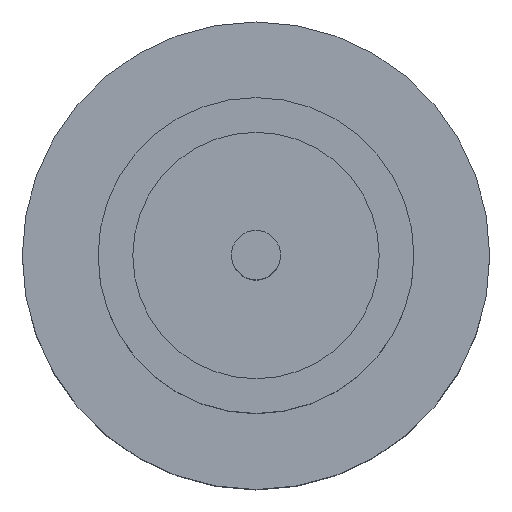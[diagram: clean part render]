
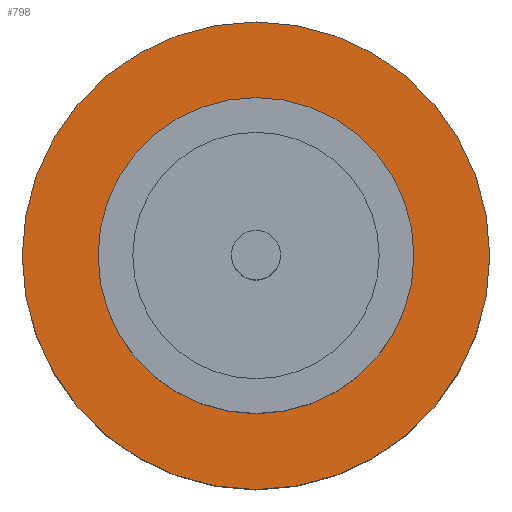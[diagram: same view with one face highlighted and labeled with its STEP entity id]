
A CAD part, top view. The second image highlights one B-rep face of the part: STEP entity #798.
In plain terms, the highlighted planar face has unit normal (0, 0, 1).
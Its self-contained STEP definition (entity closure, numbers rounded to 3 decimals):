
#41 = ORIENTED_EDGE ( 'NONE', *, *, #139, .F. ) ;
#54 = AXIS2_PLACEMENT_3D ( 'NONE', #471, #655, #208 ) ;
#94 = DIRECTION ( 'NONE',  ( 1., 0., 0. ) ) ;
#121 = AXIS2_PLACEMENT_3D ( 'NONE', #224, #349, #94 ) ;
#126 = ORIENTED_EDGE ( 'NONE', *, *, #661, .F. ) ;
#132 = VERTEX_POINT ( 'NONE', #801 ) ;
#139 = EDGE_CURVE ( 'NONE', #637, #321, #728, .T. ) ;
#155 = DIRECTION ( 'NONE',  ( 0., 0., 1. ) ) ;
#208 = DIRECTION ( 'NONE',  ( 1., 0., 0. ) ) ;
#224 = CARTESIAN_POINT ( 'NONE',  ( 0., 0., 1.55 ) ) ;
#228 = CARTESIAN_POINT ( 'NONE',  ( 0., 0., 1.55 ) ) ;
#281 = AXIS2_PLACEMENT_3D ( 'NONE', #718, #392, #314 ) ;
#287 = DIRECTION ( 'NONE',  ( 0., 0., 1. ) ) ;
#314 = DIRECTION ( 'NONE',  ( 1., 0., 0. ) ) ;
#321 = VERTEX_POINT ( 'NONE', #550 ) ;
#344 = EDGE_CURVE ( 'NONE', #132, #606, #684, .T. ) ;
#349 = DIRECTION ( 'NONE',  ( 0., 0., 1. ) ) ;
#354 = DIRECTION ( 'NONE',  ( 1., 0., 0. ) ) ;
#355 = CARTESIAN_POINT ( 'NONE',  ( 0., 0., 1.55 ) ) ;
#377 = CARTESIAN_POINT ( 'NONE',  ( -1.85, 0., 1.55 ) ) ;
#389 = AXIS2_PLACEMENT_3D ( 'NONE', #355, #287, #817 ) ;
#392 = DIRECTION ( 'NONE',  ( 0., 0., 1. ) ) ;
#430 = CIRCLE ( 'NONE', #121, 1.85 ) ;
#471 = CARTESIAN_POINT ( 'NONE',  ( 0., 0., 1.55 ) ) ;
#502 = ORIENTED_EDGE ( 'NONE', *, *, #344, .T. ) ;
#542 = FACE_BOUND ( 'NONE', #549, .T. ) ;
#549 = EDGE_LOOP ( 'NONE', ( #126, #41 ) ) ;
#550 = CARTESIAN_POINT ( 'NONE',  ( 1.25, 0., 1.55 ) ) ;
#559 = PLANE ( 'NONE',  #569 ) ;
#569 = AXIS2_PLACEMENT_3D ( 'NONE', #228, #155, #354 ) ;
#606 = VERTEX_POINT ( 'NONE', #377 ) ;
#614 = FACE_OUTER_BOUND ( 'NONE', #832, .T. ) ;
#637 = VERTEX_POINT ( 'NONE', #846 ) ;
#655 = DIRECTION ( 'NONE',  ( 0., 0., 1. ) ) ;
#661 = EDGE_CURVE ( 'NONE', #321, #637, #697, .T. ) ;
#684 = CIRCLE ( 'NONE', #389, 1.85 ) ;
#697 = CIRCLE ( 'NONE', #54, 1.25 ) ;
#718 = CARTESIAN_POINT ( 'NONE',  ( 0., 0., 1.55 ) ) ;
#728 = CIRCLE ( 'NONE', #281, 1.25 ) ;
#730 = ORIENTED_EDGE ( 'NONE', *, *, #811, .T. ) ;
#798 = ADVANCED_FACE ( 'NONE', ( #542, #614 ), #559, .T. ) ;
#801 = CARTESIAN_POINT ( 'NONE',  ( 1.85, 0., 1.55 ) ) ;
#811 = EDGE_CURVE ( 'NONE', #606, #132, #430, .T. ) ;
#817 = DIRECTION ( 'NONE',  ( 1., 0., 0. ) ) ;
#832 = EDGE_LOOP ( 'NONE', ( #730, #502 ) ) ;
#846 = CARTESIAN_POINT ( 'NONE',  ( -1.25, 0., 1.55 ) ) ;
